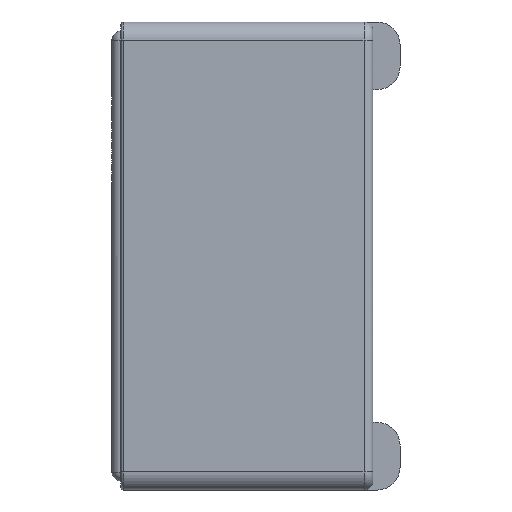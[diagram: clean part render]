
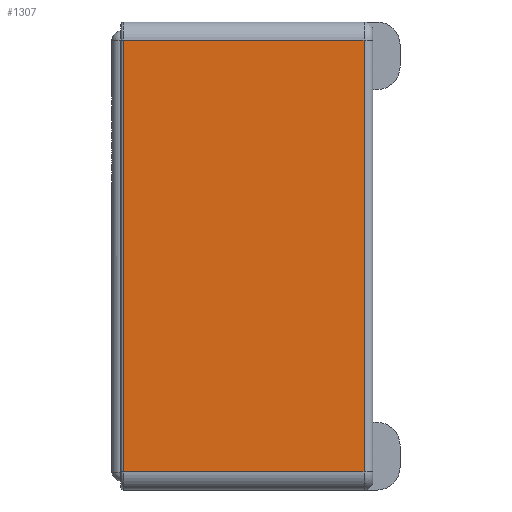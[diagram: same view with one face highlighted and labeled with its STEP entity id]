
A CAD part, left-side view. The second image highlights one B-rep face of the part: STEP entity #1307.
In plain terms, the highlighted planar face has unit normal (-1, 0, 0).
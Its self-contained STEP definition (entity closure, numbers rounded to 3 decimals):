
#10 = EDGE_CURVE ( 'NONE', #726, #6133, #5659, .T. ) ;
#19 = CARTESIAN_POINT ( 'NONE',  ( -2.6, 2.77, -2.4 ) ) ;
#584 = CARTESIAN_POINT ( 'NONE',  ( -2.6, 2.8, -2.4 ) ) ;
#726 = VERTEX_POINT ( 'NONE', #19 ) ;
#1105 = VECTOR ( 'NONE', #1664, 1000. ) ;
#1234 = VECTOR ( 'NONE', #2354, 1000. ) ;
#1299 = ORIENTED_EDGE ( 'NONE', *, *, #6204, .F. ) ;
#1307 = ADVANCED_FACE ( 'NONE', ( #2535 ), #5448, .F. ) ;
#1481 = EDGE_CURVE ( 'NONE', #6133, #4489, #5109, .T. ) ;
#1664 = DIRECTION ( 'NONE',  ( 0., 0., -1. ) ) ;
#1860 = ORIENTED_EDGE ( 'NONE', *, *, #3815, .T. ) ;
#2190 = DIRECTION ( 'NONE',  ( 1., 0., 0. ) ) ;
#2316 = LINE ( 'NONE', #5507, #1105 ) ;
#2354 = DIRECTION ( 'NONE',  ( 0., -1., 0. ) ) ;
#2500 = DIRECTION ( 'NONE',  ( 0., -1., 0. ) ) ;
#2535 = FACE_OUTER_BOUND ( 'NONE', #4886, .T. ) ;
#3051 = VECTOR ( 'NONE', #4995, 1000. ) ;
#3339 = CARTESIAN_POINT ( 'NONE',  ( -2.6, 2.8, 2.4 ) ) ;
#3341 = LINE ( 'NONE', #3339, #1234 ) ;
#3611 = VECTOR ( 'NONE', #2500, 1000. ) ;
#3815 = EDGE_CURVE ( 'NONE', #5774, #726, #2316, .T. ) ;
#4332 = ORIENTED_EDGE ( 'NONE', *, *, #10, .T. ) ;
#4489 = VERTEX_POINT ( 'NONE', #5656 ) ;
#4848 = ORIENTED_EDGE ( 'NONE', *, *, #1481, .T. ) ;
#4886 = EDGE_LOOP ( 'NONE', ( #4332, #4848, #1299, #1860 ) ) ;
#4995 = DIRECTION ( 'NONE',  ( 0., 0., 1. ) ) ;
#5076 = CARTESIAN_POINT ( 'NONE',  ( -2.6, 2.8, -2.4 ) ) ;
#5109 = LINE ( 'NONE', #5963, #3051 ) ;
#5334 = CARTESIAN_POINT ( 'NONE',  ( -2.6, 0.1, -2.4 ) ) ;
#5448 = PLANE ( 'NONE',  #5918 ) ;
#5507 = CARTESIAN_POINT ( 'NONE',  ( -2.6, 2.77, -2.4 ) ) ;
#5574 = DIRECTION ( 'NONE',  ( 0., 0., -1. ) ) ;
#5626 = CARTESIAN_POINT ( 'NONE',  ( -2.6, 2.77, 2.4 ) ) ;
#5656 = CARTESIAN_POINT ( 'NONE',  ( -2.6, 0.1, 2.4 ) ) ;
#5659 = LINE ( 'NONE', #584, #3611 ) ;
#5774 = VERTEX_POINT ( 'NONE', #5626 ) ;
#5918 = AXIS2_PLACEMENT_3D ( 'NONE', #5076, #2190, #5574 ) ;
#5963 = CARTESIAN_POINT ( 'NONE',  ( -2.6, 0.1, -2.4 ) ) ;
#6133 = VERTEX_POINT ( 'NONE', #5334 ) ;
#6204 = EDGE_CURVE ( 'NONE', #5774, #4489, #3341, .T. ) ;
